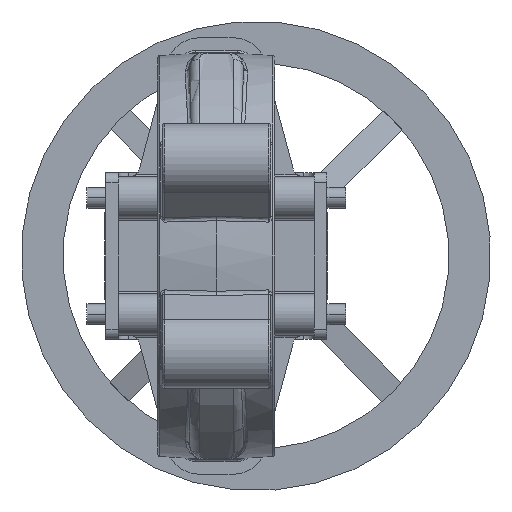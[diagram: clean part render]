
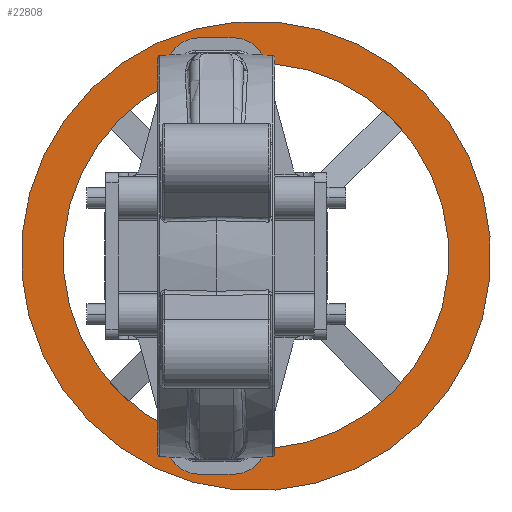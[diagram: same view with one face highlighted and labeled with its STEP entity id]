
A CAD part, front view. The second image highlights one B-rep face of the part: STEP entity #22808.
In plain terms, the highlighted face is planar.
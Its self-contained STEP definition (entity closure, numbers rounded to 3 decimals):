
#12194 = DIRECTION ( 'NONE',  ( 0., 0., 1. ) ) ;
#12195 = DIRECTION ( 'NONE',  ( -1., 0., 0. ) ) ;
#12196 = CARTESIAN_POINT ( 'NONE',  ( 0., -92.5, 0. ) ) ;
#12197 = AXIS2_PLACEMENT_3D ( 'NONE', #12196, #12195, #12194 ) ;
#12198 = PLANE ( 'NONE',  #12197 ) ;
#12199 = FACE_OUTER_BOUND ( 'NONE', #22946, .T. ) ;
#12200 = FACE_BOUND ( 'NONE', #22731, .T. ) ;
#12476 = DIRECTION ( 'NONE',  ( 0., 0., -1. ) ) ;
#12477 = DIRECTION ( 'NONE',  ( 1., 0., 0. ) ) ;
#12478 = CARTESIAN_POINT ( 'NONE',  ( 0., 0., 0. ) ) ;
#12479 = AXIS2_PLACEMENT_3D ( 'NONE', #12478, #12477, #12476 ) ;
#12480 = CIRCLE ( 'NONE', #12479, 112.5 ) ;
#12492 = DIRECTION ( 'NONE',  ( 0., 0., -1. ) ) ;
#12493 = DIRECTION ( 'NONE',  ( 1., 0., 0. ) ) ;
#12494 = CARTESIAN_POINT ( 'NONE',  ( 0., 0., 0. ) ) ;
#12495 = AXIS2_PLACEMENT_3D ( 'NONE', #12494, #12493, #12492 ) ;
#12496 = CIRCLE ( 'NONE', #12495, 92.5 ) ;
#20408 = DIRECTION ( 'NONE',  ( 0., 0., -1. ) ) ;
#20409 = DIRECTION ( 'NONE',  ( 1., 0., 0. ) ) ;
#20410 = CARTESIAN_POINT ( 'NONE',  ( 0., 0., 0. ) ) ;
#20411 = AXIS2_PLACEMENT_3D ( 'NONE', #20410, #20409, #20408 ) ;
#20412 = CIRCLE ( 'NONE', #20411, 112.5 ) ;
#20422 = CARTESIAN_POINT ( 'NONE',  ( 0., 0., 112.5 ) ) ;
#20432 = CARTESIAN_POINT ( 'NONE',  ( 0., 0., 92.5 ) ) ;
#20433 = DIRECTION ( 'NONE',  ( 0., 0., -1. ) ) ;
#20434 = DIRECTION ( 'NONE',  ( 1., 0., 0. ) ) ;
#20435 = AXIS2_PLACEMENT_3D ( 'NONE', #20441, #20434, #20433 ) ;
#20436 = CIRCLE ( 'NONE', #20435, 92.5 ) ;
#20441 = CARTESIAN_POINT ( 'NONE',  ( 0., 0., 0. ) ) ;
#20464 = CARTESIAN_POINT ( 'NONE',  ( 0., 0., -92.5 ) ) ;
#20535 = CARTESIAN_POINT ( 'NONE',  ( 0., 0., -112.5 ) ) ;
#22731 = EDGE_LOOP ( 'NONE', ( #22941, #22943 ) ) ;
#22808 = ADVANCED_FACE ( 'NONE', ( #12200, #12199 ), #12198, .F. ) ;
#22941 = ORIENTED_EDGE ( 'NONE', *, *, #27762, .F. ) ;
#22943 = ORIENTED_EDGE ( 'NONE', *, *, #22944, .F. ) ;
#22944 = EDGE_CURVE ( 'NONE', #27766, #27763, #12496, .T. ) ;
#22946 = EDGE_LOOP ( 'NONE', ( #22948, #22951 ) ) ;
#22948 = ORIENTED_EDGE ( 'NONE', *, *, #27749, .T. ) ;
#22951 = ORIENTED_EDGE ( 'NONE', *, *, #22953, .T. ) ;
#22953 = EDGE_CURVE ( 'NONE', #27743, #27814, #12480, .T. ) ;
#27743 = VERTEX_POINT ( 'NONE', #20422 ) ;
#27749 = EDGE_CURVE ( 'NONE', #27814, #27743, #20412, .T. ) ;
#27762 = EDGE_CURVE ( 'NONE', #27763, #27766, #20436, .T. ) ;
#27763 = VERTEX_POINT ( 'NONE', #20432 ) ;
#27766 = VERTEX_POINT ( 'NONE', #20464 ) ;
#27814 = VERTEX_POINT ( 'NONE', #20535 ) ;
